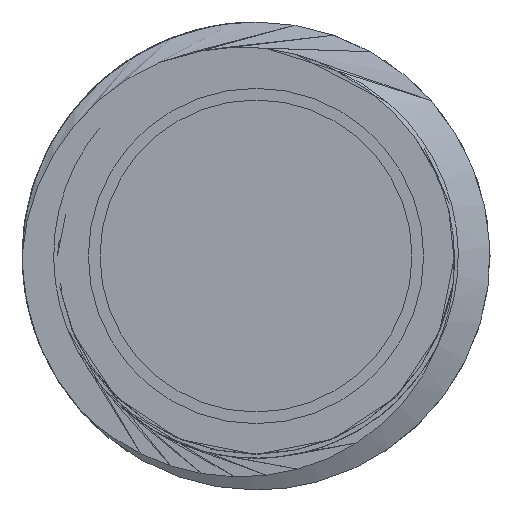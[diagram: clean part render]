
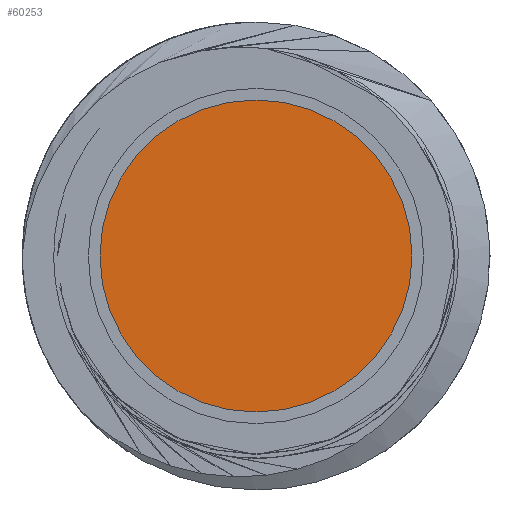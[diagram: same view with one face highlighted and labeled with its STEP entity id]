
A CAD part, left-side view. The second image highlights one B-rep face of the part: STEP entity #60253.
In plain terms, the highlighted planar face has unit normal (-1, 0, 0).
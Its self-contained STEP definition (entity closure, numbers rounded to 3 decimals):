
#1069 = AXIS2_PLACEMENT_3D ( 'NONE', #8993, #25718, #20661 ) ;
#1106 = ORIENTED_EDGE ( 'NONE', *, *, #74544, .T. ) ;
#8993 = CARTESIAN_POINT ( 'NONE',  ( 0., 0., 0. ) ) ;
#12979 = DIRECTION ( 'NONE',  ( -1., 0., 0. ) ) ;
#13512 = CARTESIAN_POINT ( 'NONE',  ( 0., 0., -2. ) ) ;
#16695 = CIRCLE ( 'NONE', #1069, 2. ) ;
#18218 = AXIS2_PLACEMENT_3D ( 'NONE', #71270, #48446, #65674 ) ;
#20661 = DIRECTION ( 'NONE',  ( 0., 0., 1. ) ) ;
#25718 = DIRECTION ( 'NONE',  ( -1., 0., 0. ) ) ;
#29430 = VERTEX_POINT ( 'NONE', #51131 ) ;
#29670 = PLANE ( 'NONE',  #18218 ) ;
#31273 = VERTEX_POINT ( 'NONE', #13512 ) ;
#40006 = ORIENTED_EDGE ( 'NONE', *, *, #42079, .T. ) ;
#42079 = EDGE_CURVE ( 'NONE', #31273, #29430, #52757, .T. ) ;
#45549 = EDGE_LOOP ( 'NONE', ( #1106, #40006 ) ) ;
#48446 = DIRECTION ( 'NONE',  ( 1., 0., 0. ) ) ;
#51131 = CARTESIAN_POINT ( 'NONE',  ( 0., 0., 2. ) ) ;
#52757 = CIRCLE ( 'NONE', #67895, 2. ) ;
#59124 = DIRECTION ( 'NONE',  ( 0., 0., 1. ) ) ;
#60253 = ADVANCED_FACE ( 'NONE', ( #65557 ), #29670, .F. ) ;
#64722 = CARTESIAN_POINT ( 'NONE',  ( 0., 0., 0. ) ) ;
#65557 = FACE_OUTER_BOUND ( 'NONE', #45549, .T. ) ;
#65674 = DIRECTION ( 'NONE',  ( 0., 0., -1. ) ) ;
#67895 = AXIS2_PLACEMENT_3D ( 'NONE', #64722, #12979, #59124 ) ;
#71270 = CARTESIAN_POINT ( 'NONE',  ( 0., 2., 0. ) ) ;
#74544 = EDGE_CURVE ( 'NONE', #29430, #31273, #16695, .T. ) ;
